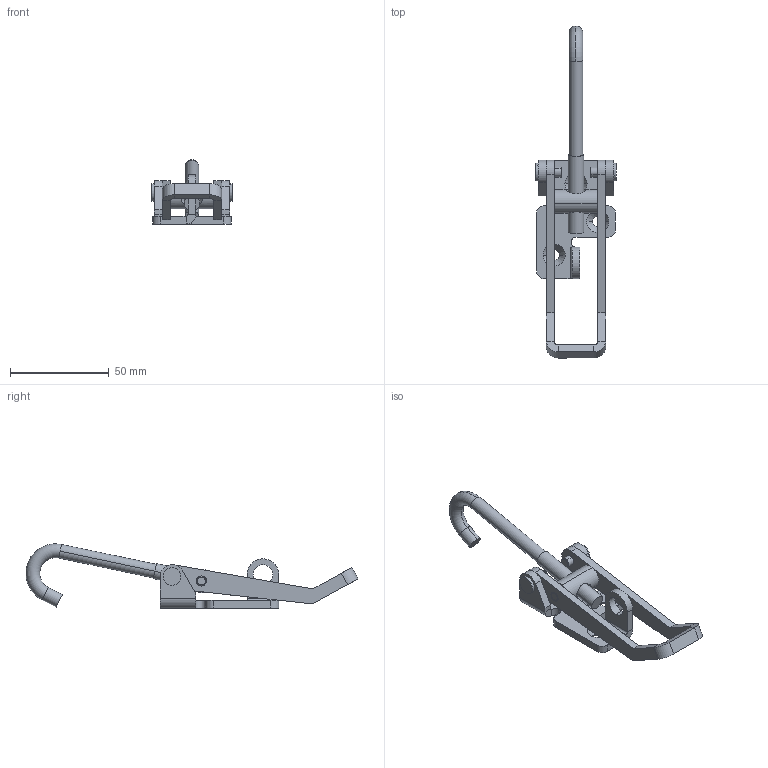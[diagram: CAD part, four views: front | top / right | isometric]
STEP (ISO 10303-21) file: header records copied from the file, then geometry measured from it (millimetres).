
FILE_DESCRIPTION (( 'STEP AP214' ), '1' );
FILE_NAME ('520912.STEP', '2016-02-18T12:13:48', ( '' ), ( '' ), 'SwSTEP 2.0', 'SolidWorks 2015', '' );
FILE_SCHEMA (( 'AUTOMOTIVE_DESIGN' ));
Length unit declared in the file: millimetre
Products named in the file (12): 703- Platta LC; 703 - Hake; 703 - Rulle; 704 - Rivet Gradin; 703 - Bygel; 520912
Assembly tree (6 placements, depth 2):
  703 - Hake
  703 - Rulle
  704 - Rivet Gradin
  704 - Rivet Gradin
  703 - Bygel
Bounding box: 41 x 168.13 x 32.56 mm (x, y, z)
Volume: 24978.9 mm3; surface area: 17461.9 mm2
Topology: 6 solids, 6 shells, 155 faces, 348 edges, 212 vertices
Faces by surface type: cylinder 70, plane 65, cone 18, torus 2
Entity records: 4530 total; most frequent: CARTESIAN_POINT 825, DIRECTION 776, ORIENTED_EDGE 652, EDGE_CURVE 326, AXIS2_PLACEMENT_3D 301, VERTEX_POINT 198, LINE 174, VECTOR 174
